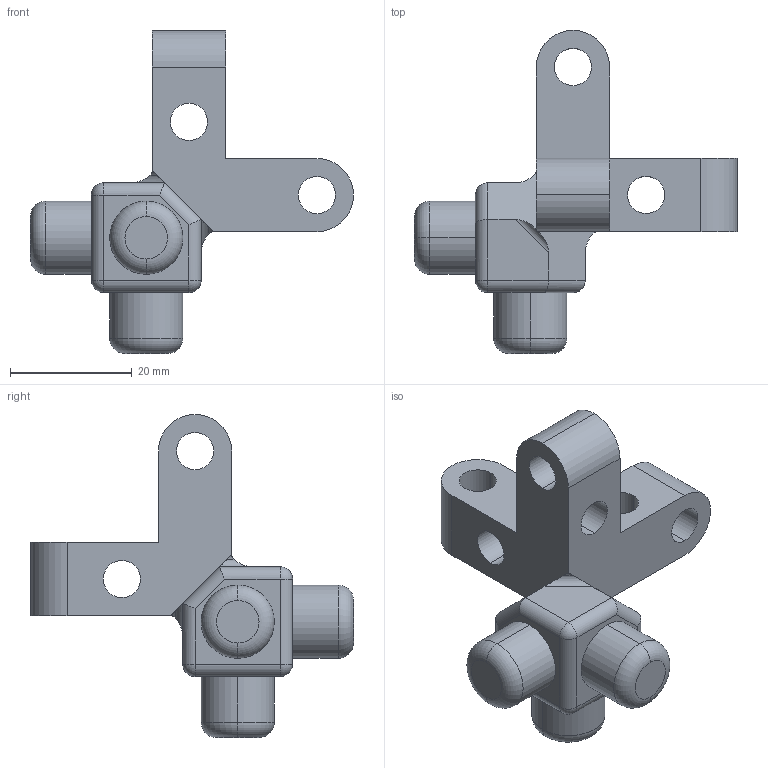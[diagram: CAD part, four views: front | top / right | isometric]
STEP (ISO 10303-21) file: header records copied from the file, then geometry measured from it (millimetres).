
FILE_DESCRIPTION (( 'STEP AP214' ), '1' );
FILE_NAME ('Corner Bottom.STEP', '2021-03-27T17:56:55', ( '' ), ( '' ), 'SwSTEP 2.0', 'SolidWorks 2018', '' );
FILE_SCHEMA (( 'AUTOMOTIVE_DESIGN' ));
Length unit declared in the file: millimetre
Products named in the file (1): Corner Bottom
Bounding box: 53 x 53 x 53 mm (x, y, z)
Volume: 16061.3 mm3; surface area: 6962.7 mm2
Topology: 1 solids, 1 shells, 76 faces, 184 edges, 109 vertices
Faces by surface type: cylinder 42, plane 24, torus 6, sphere 4
Entity records: 2230 total; most frequent: CARTESIAN_POINT 420, DIRECTION 388, ORIENTED_EDGE 360, EDGE_CURVE 180, AXIS2_PLACEMENT_3D 149, VERTEX_POINT 109, EDGE_LOOP 91, LINE 90
